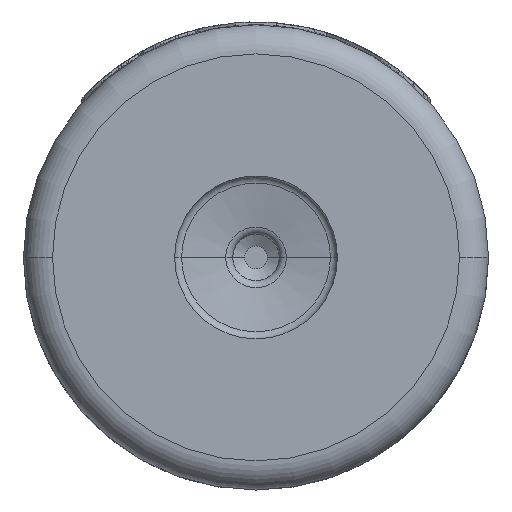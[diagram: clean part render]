
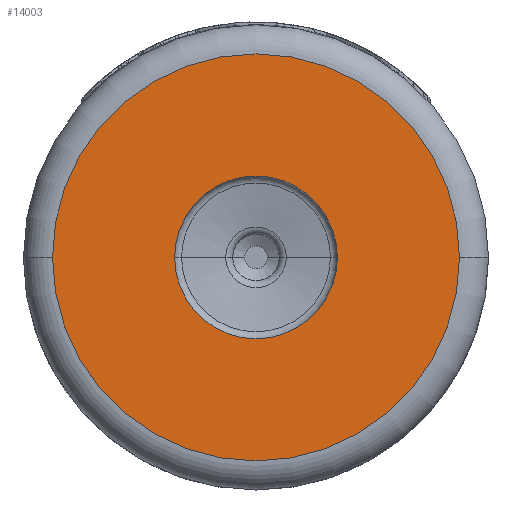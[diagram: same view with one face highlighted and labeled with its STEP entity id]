
A CAD part, front view. The second image highlights one B-rep face of the part: STEP entity #14003.
In plain terms, the highlighted planar face has unit normal (0, -1, 0).
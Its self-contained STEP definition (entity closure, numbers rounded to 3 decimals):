
#2029=CARTESIAN_POINT('',(0.,-4.,0.));
#2030=DIRECTION('',(0.,-1.,0.));
#2031=DIRECTION('',(-1.,0.,0.));
#2032=AXIS2_PLACEMENT_3D('',#2029,#2030,#2031);
#2044=CARTESIAN_POINT('',(0.,-4.,0.));
#2045=DIRECTION('',(0.,-1.,0.));
#2046=DIRECTION('',(-1.,0.,0.));
#2047=AXIS2_PLACEMENT_3D('',#2044,#2045,#2046);
#2049=CARTESIAN_POINT('',(0.,-4.,0.));
#2050=DIRECTION('',(0.,-1.,0.));
#2051=DIRECTION('',(1.,0.,0.));
#2052=AXIS2_PLACEMENT_3D('',#2049,#2050,#2051);
#2054=CARTESIAN_POINT('',(0.,-4.,0.));
#2055=DIRECTION('',(0.,-1.,0.));
#2056=DIRECTION('',(1.,0.,0.));
#2057=AXIS2_PLACEMENT_3D('',#2054,#2055,#2056);
#11877=CARTESIAN_POINT('',(-1.4,-4.,0.));
#11878=CARTESIAN_POINT('',(1.4,-4.,0.));
#11879=VERTEX_POINT('',#11877);
#11880=VERTEX_POINT('',#11878);
#11881=CARTESIAN_POINT('',(3.5,-4.,0.));
#11882=CARTESIAN_POINT('',(-3.5,-4.,0.));
#11883=VERTEX_POINT('',#11881);
#11884=VERTEX_POINT('',#11882);
#13987=CARTESIAN_POINT('',(0.,-4.,0.));
#13988=DIRECTION('',(0.,1.,0.));
#13989=DIRECTION('',(1.,0.,0.));
#13990=AXIS2_PLACEMENT_3D('',#13987,#13988,#13989);
#13991=PLANE('',#13990);
#13993=ORIENTED_EDGE('',*,*,#13992,.F.);
#13994=ORIENTED_EDGE('',*,*,#13977,.F.);
#13995=EDGE_LOOP('',(#13993,#13994));
#13996=FACE_OUTER_BOUND('',#13995,.F.);
#13998=ORIENTED_EDGE('',*,*,#13997,.T.);
#14000=ORIENTED_EDGE('',*,*,#13999,.T.);
#14001=EDGE_LOOP('',(#13998,#14000));
#14002=FACE_BOUND('',#14001,.F.);
#14003=ADVANCED_FACE('',(#13996,#14002),#13991,.F.);
#2033=CIRCLE('',#2032,3.5);
#2048=CIRCLE('',#2047,1.4);
#2053=CIRCLE('',#2052,1.4);
#2058=CIRCLE('',#2057,3.5);
#13977=EDGE_CURVE('',#11884,#11883,#2033,.T.);
#13992=EDGE_CURVE('',#11883,#11884,#2058,.T.);
#13997=EDGE_CURVE('',#11879,#11880,#2048,.T.);
#13999=EDGE_CURVE('',#11880,#11879,#2053,.T.);
